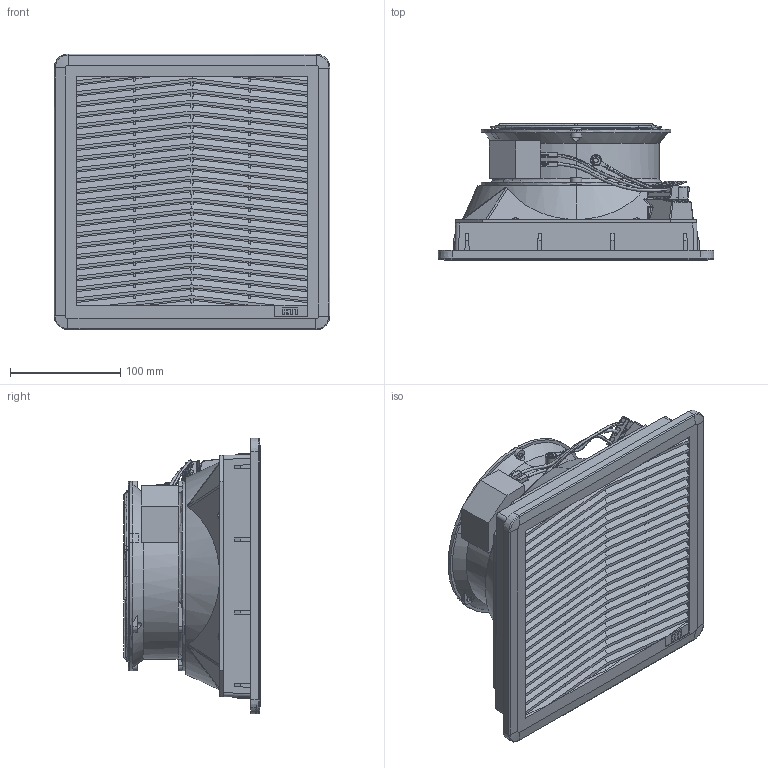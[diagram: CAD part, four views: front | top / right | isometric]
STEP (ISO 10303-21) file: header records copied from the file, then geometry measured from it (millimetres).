
FILE_DESCRIPTION((''),'2;1');
FILE_NAME('ASM0001_ASM','2024-08-26T09:11:42',('klemen.sitar'),('Audax d.o.o.'),'CREO PARAMETRIC BY PTC INC, 2021304','CREO PARAMETRIC BY PTC INC, 2021304','');
FILE_SCHEMA(('AP242_MANAGED_MODEL_BASED_3D_ENGINEERING_MIM_LF { 1 0 10303 442 1 1 4 }'));
Products named in the file (11): __137111__C155_X_C18-12; __137111__C155_X_C18-13; __16787__CMT135__X_C18_-14; __16787__CMT135__X_C18_-15; __16787__CMT135__X_C18_-16; PRT0023; PRT0024; PRT0025; PRT0026; PRT0006_1_1_1_1_1_1_2_3; ASM0001_ASM
Assembly tree (10 placements, depth 2):
  ASM0001_ASM
    __137111__C155_X_C18-12
    __137111__C155_X_C18-13
    __16787__CMT135__X_C18_-14
    __16787__CMT135__X_C18_-15
    __16787__CMT135__X_C18_-16
    PRT0023
    PRT0024
    PRT0025
    PRT0026
    PRT0006_1_1_1_1_1_1_2_3
Bounding box: 250.22 x 124.22 x 250.2 mm (x, y, z)
Volume: 2095.3 mm3; surface area: 392322.3 mm2
Topology: 5 solids, 73 shells, 1891 faces, 6418 edges, 4419 vertices
Faces by surface type: plane 1369, cylinder 335, torus 82, bspline 76, cone 16, sphere 12, extrusion 1
Entity records: 145848 total; most frequent: CARTESIAN_POINT 57853, ORIENTED_EDGE 11605, DIRECTION 10022, PRESENTATION_STYLE_ASSIGNMENT 8376, STYLED_ITEM 8376, CURVE_STYLE 6413, EDGE_CURVE 6412, VERTEX_POINT 4419
